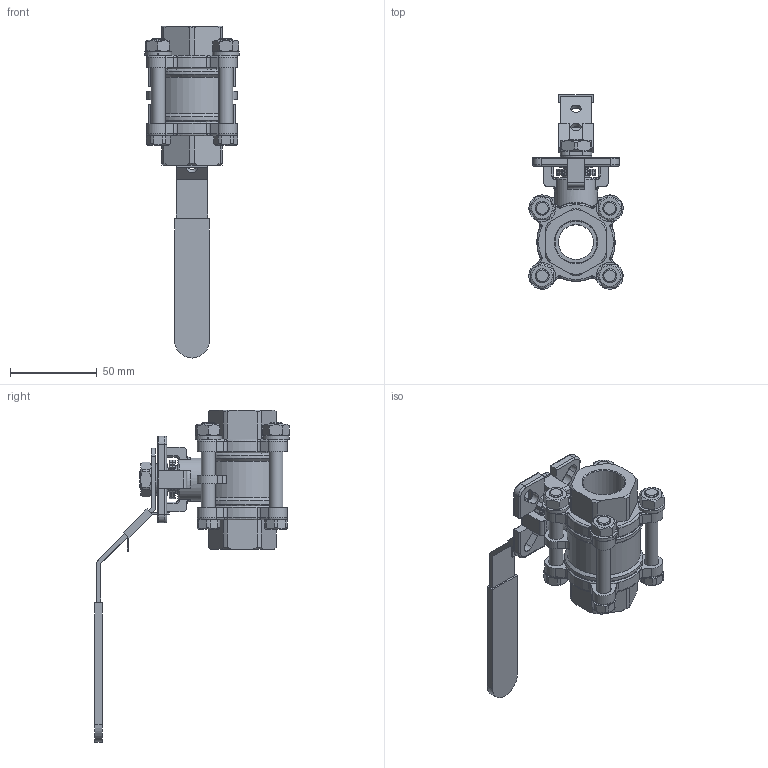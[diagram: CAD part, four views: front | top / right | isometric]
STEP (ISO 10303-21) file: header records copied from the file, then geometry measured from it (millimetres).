
FILE_DESCRIPTION(/* description */ ('Unknown'),/* implementation_level */ '2;1');
FILE_NAME(/* name */ '9323-05',/* time_stamp */ '2022-01-24T13:03:09+01:00',/* author */ ('Unknown'),/* organization */ ('Unknown'),/* preprocessor_version */ 'ST-DEVELOPER v16.7',/* originating_system */ 'Solid Edge',/* authorisation */ 'Unknown');
FILE_SCHEMA (('AUTOMOTIVE_DESIGN {1 0 10303 214 3 1 1}'));
Products named in the file (7): 8.112.020; Hebel 010-020; Ummantelung 010-020; Lasche010_020; M12-niedrig
Assembly tree (6 placements, depth 3):
  8.112.020
    Hebel 010-020
      Hebel 010-020
      Ummantelung 010-020
      Lasche010_020
    8.112.020
    M12-niedrig
Bounding box: 54.25 x 112.03 x 191 mm (x, y, z)
Volume: 132376.7 mm3; surface area: 59420.1 mm2
Topology: 5 solids, 5 shells, 875 faces, 2266 edges, 1415 vertices
Faces by surface type: plane 365, cylinder 267, bspline 130, torus 61, cone 52
Full cylindrical faces by diameter (mm): 6 x2, 8 x8, 8.5 x10, 10.106 x1, 15.7 x1, 18 x1, 20 x1, 22.4 x2, 24.117 x2, 25 x1, 27 x1, 45 x2
Entity records: 47794 total; most frequent: CARTESIAN_POINT 21994, ORIENTED_EDGE 4310, DIRECTION 3737, EDGE_CURVE 2155, VERTEX_POINT 1391, AXIS2_PLACEMENT_3D 1332, LINE 1073, VECTOR 1073
